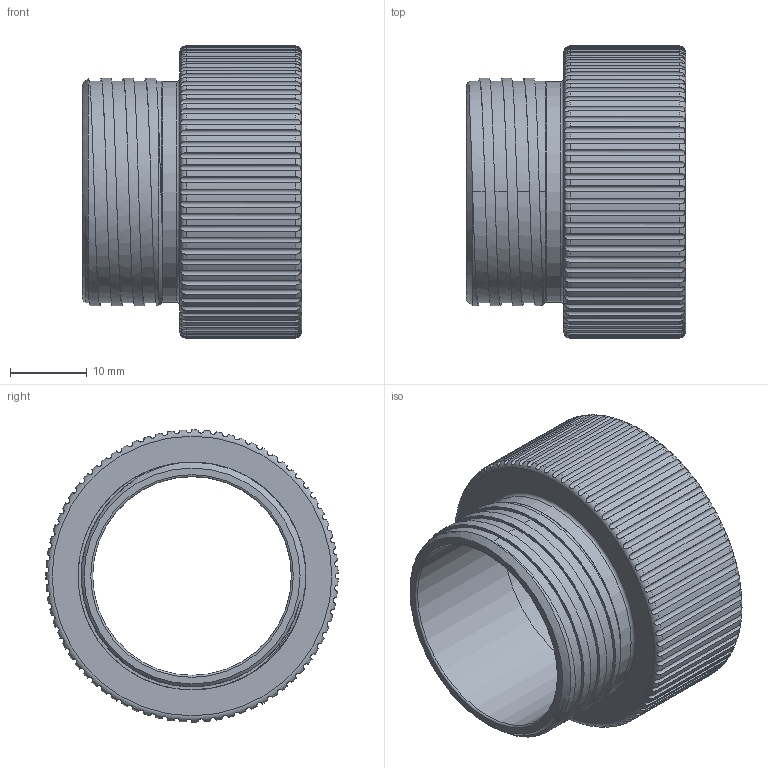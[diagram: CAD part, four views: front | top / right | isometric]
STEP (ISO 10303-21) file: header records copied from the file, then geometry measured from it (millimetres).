
FILE_DESCRIPTION(/* description */ ('STEP AP214'),/* implementation_level */ '2;1');
FILE_NAME(/* name */ 'ATSSLSA M.stp',/* time_stamp */ '2023-03-20T14:46:51+01:00',/* author */ ('sh'),/* organization */ (''),/* preprocessor_version */ 'ST-DEVELOPER v19.2',/* originating_system */ 'Autodesk Inventor 2023',/* authorisation */ '');
FILE_SCHEMA (('AUTOMOTIVE_DESIGN { 1 0 10303 214 3 1 1 }'));
Length unit declared in the file: inch
Products named in the file (1): 01108622
Bounding box: 28.57 x 38.1 x 38.1 mm (x, y, z)
Volume: 7801.5 mm3; surface area: 7624.5 mm2
Topology: 1 solids, 1 shells, 181 faces, 520 edges, 345 vertices
Faces by surface type: cylinder 165, plane 6, torus 5, cone 3, bspline 2
Full cylindrical faces by diameter (mm): 25.908 x1, 28.804 x1, 28.905 x3, 29.693 x3, 31.75 x2, 33.782 x1
Entity records: 12290 total; most frequent: CARTESIAN_POINT 7469, ORIENTED_EDGE 1040, DIRECTION 890, EDGE_CURVE 520, AXIS2_PLACEMENT_3D 362, VERTEX_POINT 345, EDGE_LOOP 187, CIRCLE 182
